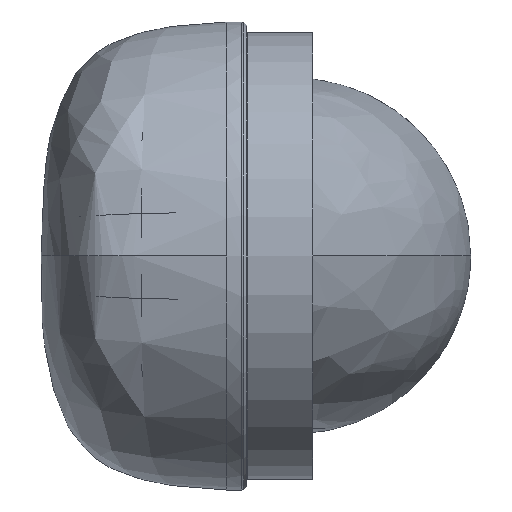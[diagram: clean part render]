
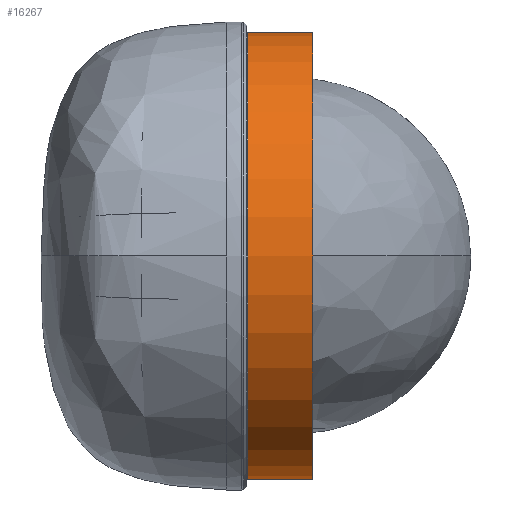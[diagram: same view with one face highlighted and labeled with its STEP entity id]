
A CAD part, left-side view. The second image highlights one B-rep face of the part: STEP entity #16267.
In plain terms, the highlighted cylindrical face has radius 43.98 mm (diameter 87.96 mm), a partial arc.
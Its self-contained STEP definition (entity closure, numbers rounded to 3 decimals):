
#169 = DIRECTION ( 'NONE',  ( 0., 0., -1. ) ) ;
#173 = CARTESIAN_POINT ( 'NONE',  ( 0., -4., 0. ) ) ;
#228 = VERTEX_POINT ( 'NONE', #2126 ) ;
#620 = EDGE_CURVE ( 'NONE', #7392, #13110, #6297, .T. ) ;
#673 = FACE_OUTER_BOUND ( 'NONE', #10575, .T. ) ;
#933 = DIRECTION ( 'NONE',  ( 0., 1., 0. ) ) ;
#981 = AXIS2_PLACEMENT_3D ( 'NONE', #2562, #15704, #169 ) ;
#1529 = DIRECTION ( 'NONE',  ( 0., 1., 0. ) ) ;
#1701 = DIRECTION ( 'NONE',  ( 0., 0., -1. ) ) ;
#2111 = CARTESIAN_POINT ( 'NONE',  ( 0., 8.8, -43.98 ) ) ;
#2126 = CARTESIAN_POINT ( 'NONE',  ( 0., -4., -43.98 ) ) ;
#2562 = CARTESIAN_POINT ( 'NONE',  ( 0., 8.8, 0. ) ) ;
#2953 = CIRCLE ( 'NONE', #7315, 43.98 ) ;
#3464 = ORIENTED_EDGE ( 'NONE', *, *, #10747, .F. ) ;
#3966 = ORIENTED_EDGE ( 'NONE', *, *, #620, .T. ) ;
#5095 = CARTESIAN_POINT ( 'NONE',  ( 0., -4., 43.98 ) ) ;
#5526 = EDGE_CURVE ( 'NONE', #13110, #9109, #6734, .T. ) ;
#6297 = LINE ( 'NONE', #5095, #15737 ) ;
#6734 = CIRCLE ( 'NONE', #981, 43.98 ) ;
#7315 = AXIS2_PLACEMENT_3D ( 'NONE', #173, #1529, #14170 ) ;
#7392 = VERTEX_POINT ( 'NONE', #9024 ) ;
#7885 = CARTESIAN_POINT ( 'NONE',  ( 0., 8.8, 43.98 ) ) ;
#8802 = LINE ( 'NONE', #12717, #16019 ) ;
#9024 = CARTESIAN_POINT ( 'NONE',  ( 0., -4., 43.98 ) ) ;
#9109 = VERTEX_POINT ( 'NONE', #2111 ) ;
#10084 = AXIS2_PLACEMENT_3D ( 'NONE', #15005, #12037, #1701 ) ;
#10575 = EDGE_LOOP ( 'NONE', ( #16221, #3966, #15389, #3464 ) ) ;
#10747 = EDGE_CURVE ( 'NONE', #228, #9109, #8802, .T. ) ;
#11494 = DIRECTION ( 'NONE',  ( 0., 1., 0. ) ) ;
#12037 = DIRECTION ( 'NONE',  ( 0., 1., 0. ) ) ;
#12717 = CARTESIAN_POINT ( 'NONE',  ( 0., -4., -43.98 ) ) ;
#13110 = VERTEX_POINT ( 'NONE', #7885 ) ;
#14170 = DIRECTION ( 'NONE',  ( 0., 0., 1. ) ) ;
#15005 = CARTESIAN_POINT ( 'NONE',  ( 0., -4., 0. ) ) ;
#15389 = ORIENTED_EDGE ( 'NONE', *, *, #5526, .T. ) ;
#15432 = EDGE_CURVE ( 'NONE', #228, #7392, #2953, .T. ) ;
#15704 = DIRECTION ( 'NONE',  ( 0., -1., 0. ) ) ;
#15737 = VECTOR ( 'NONE', #11494, 1000. ) ;
#16019 = VECTOR ( 'NONE', #933, 1000. ) ;
#16221 = ORIENTED_EDGE ( 'NONE', *, *, #15432, .T. ) ;
#16267 = ADVANCED_FACE ( 'NONE', ( #673 ), #16303, .T. ) ;
#16303 = CYLINDRICAL_SURFACE ( 'NONE', #10084, 43.98 ) ;
